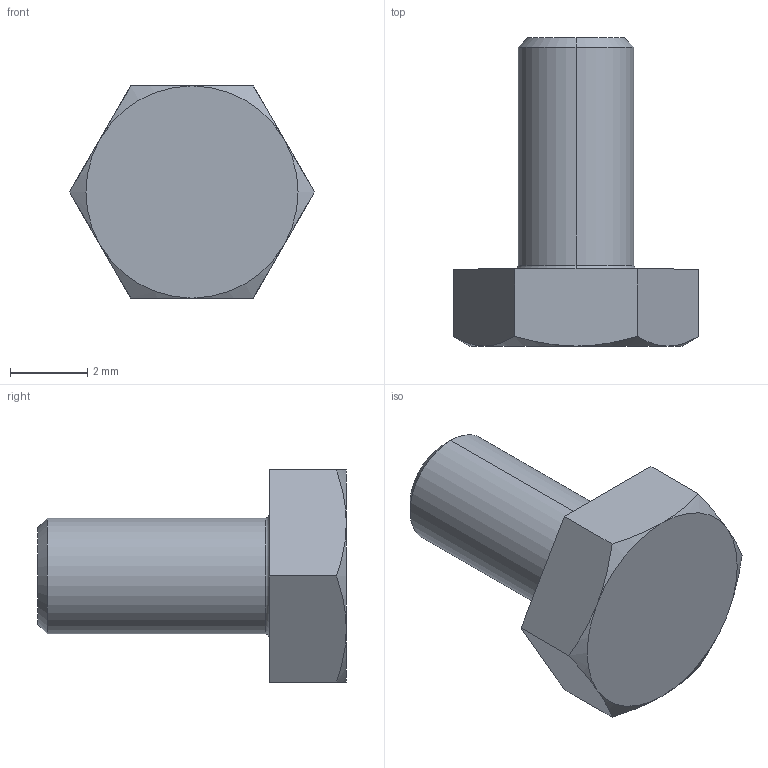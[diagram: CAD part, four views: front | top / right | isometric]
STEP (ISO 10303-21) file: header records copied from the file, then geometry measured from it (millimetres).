
FILE_DESCRIPTION (( 'STEP AP203' ), '1' );
FILE_NAME ('REV-41-1713.STEP', '2022-11-11T18:19:09', ( '' ), ( '' ), 'SwSTEP 2.0', 'SolidWorks 2022', '' );
FILE_SCHEMA (( 'CONFIG_CONTROL_DESIGN' ));
Length unit declared in the file: millimetre
Products named in the file (1): REV-41-1713
Bounding box: 6.35 x 8 x 5.5 mm (x, y, z)
Volume: 94.4 mm3; surface area: 143.9 mm2
Topology: 1 solids, 1 shells, 21 faces, 50 edges, 32 vertices
Faces by surface type: plane 9, cone 8, torus 2, cylinder 2
Entity records: 721 total; most frequent: CARTESIAN_POINT 164, ORIENTED_EDGE 100, DIRECTION 98, EDGE_CURVE 50, AXIS2_PLACEMENT_3D 38, VERTEX_POINT 32, VECTOR 22, EDGE_LOOP 22
